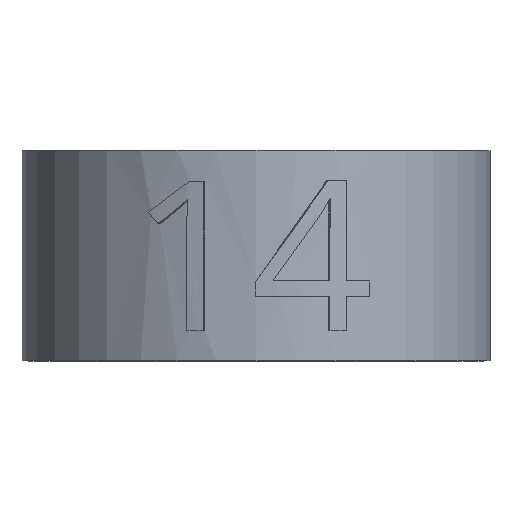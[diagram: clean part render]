
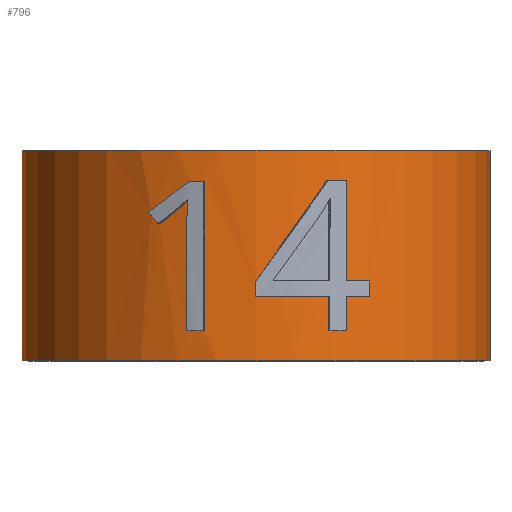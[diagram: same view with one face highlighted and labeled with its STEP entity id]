
A CAD part, top view. The second image highlights one B-rep face of the part: STEP entity #796.
In plain terms, the highlighted cylindrical face has radius 7.8 mm (diameter 15.6 mm), a partial arc.
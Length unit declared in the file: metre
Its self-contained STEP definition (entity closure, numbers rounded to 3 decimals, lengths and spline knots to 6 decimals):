
#49=B_SPLINE_CURVE_WITH_KNOTS('',3,(#1139,#1140,#1141,#1142),
 .UNSPECIFIED.,.F.,.F.,(4,4),(0.,0.000508),.UNSPECIFIED.);
#50=B_SPLINE_CURVE_WITH_KNOTS('',3,(#1145,#1146,#1147,#1148),
 .UNSPECIFIED.,.F.,.F.,(4,4),(0.,0.001738),.UNSPECIFIED.);
#51=B_SPLINE_CURVE_WITH_KNOTS('',3,(#1158,#1159,#1160,#1161),
 .UNSPECIFIED.,.F.,.F.,(4,4),(0.,0.000835),.UNSPECIFIED.);
#52=B_SPLINE_CURVE_WITH_KNOTS('',3,(#1163,#1164,#1165,#1166),
 .UNSPECIFIED.,.F.,.F.,(4,4),(0.,0.000224),.UNSPECIFIED.);
#53=B_SPLINE_CURVE_WITH_KNOTS('',3,(#1168,#1169,#1170,#1171),
 .UNSPECIFIED.,.F.,.F.,(4,4),(0.,0.001088),.UNSPECIFIED.);
#54=B_SPLINE_CURVE_WITH_KNOTS('',3,(#1175,#1176,#1177,#1178),
 .UNSPECIFIED.,.F.,.F.,(4,4),(0.,0.004116),.UNSPECIFIED.);
#80=LINE('',#1134,#135);
#81=LINE('',#1138,#136);
#82=LINE('',#1152,#137);
#83=LINE('',#1156,#138);
#84=LINE('',#1172,#139);
#85=LINE('',#1182,#140);
#86=LINE('',#1186,#141);
#87=LINE('',#1190,#142);
#88=LINE('',#1194,#143);
#135=VECTOR('',#934,1.);
#136=VECTOR('',#937,1.);
#137=VECTOR('',#940,1.);
#138=VECTOR('',#943,1.);
#139=VECTOR('',#944,1.);
#140=VECTOR('',#947,1.);
#141=VECTOR('',#950,1.);
#142=VECTOR('',#953,1.);
#143=VECTOR('',#956,1.);
#190=ORIENTED_EDGE('',*,*,#430,.F.);
#191=ORIENTED_EDGE('',*,*,#431,.F.);
#192=ORIENTED_EDGE('',*,*,#432,.T.);
#193=ORIENTED_EDGE('',*,*,#433,.T.);
#194=ORIENTED_EDGE('',*,*,#434,.T.);
#195=ORIENTED_EDGE('',*,*,#435,.T.);
#196=ORIENTED_EDGE('',*,*,#436,.T.);
#197=ORIENTED_EDGE('',*,*,#437,.T.);
#198=ORIENTED_EDGE('',*,*,#438,.T.);
#199=ORIENTED_EDGE('',*,*,#439,.T.);
#200=ORIENTED_EDGE('',*,*,#440,.T.);
#201=ORIENTED_EDGE('',*,*,#441,.T.);
#202=ORIENTED_EDGE('',*,*,#442,.T.);
#203=ORIENTED_EDGE('',*,*,#443,.T.);
#204=ORIENTED_EDGE('',*,*,#444,.T.);
#205=ORIENTED_EDGE('',*,*,#445,.T.);
#206=ORIENTED_EDGE('',*,*,#446,.T.);
#207=ORIENTED_EDGE('',*,*,#447,.T.);
#208=ORIENTED_EDGE('',*,*,#448,.T.);
#209=ORIENTED_EDGE('',*,*,#449,.T.);
#210=ORIENTED_EDGE('',*,*,#450,.T.);
#211=ORIENTED_EDGE('',*,*,#451,.T.);
#212=ORIENTED_EDGE('',*,*,#452,.T.);
#213=ORIENTED_EDGE('',*,*,#453,.T.);
#430=EDGE_CURVE('',#550,#551,#632,.T.);
#431=EDGE_CURVE('',#552,#550,#80,.T.);
#432=EDGE_CURVE('',#552,#553,#633,.T.);
#433=EDGE_CURVE('',#553,#551,#81,.T.);
#434=EDGE_CURVE('',#554,#555,#49,.F.);
#435=EDGE_CURVE('',#555,#556,#50,.F.);
#436=EDGE_CURVE('',#556,#557,#634,.F.);
#437=EDGE_CURVE('',#557,#558,#82,.T.);
#438=EDGE_CURVE('',#558,#559,#635,.T.);
#439=EDGE_CURVE('',#559,#560,#83,.F.);
#440=EDGE_CURVE('',#560,#561,#51,.F.);
#441=EDGE_CURVE('',#561,#562,#52,.F.);
#442=EDGE_CURVE('',#562,#554,#53,.F.);
#443=EDGE_CURVE('',#563,#564,#84,.F.);
#444=EDGE_CURVE('',#564,#565,#54,.F.);
#445=EDGE_CURVE('',#565,#566,#636,.F.);
#446=EDGE_CURVE('',#566,#567,#85,.T.);
#447=EDGE_CURVE('',#567,#568,#637,.F.);
#448=EDGE_CURVE('',#568,#569,#86,.T.);
#449=EDGE_CURVE('',#569,#570,#638,.T.);
#450=EDGE_CURVE('',#570,#571,#87,.T.);
#451=EDGE_CURVE('',#571,#572,#639,.T.);
#452=EDGE_CURVE('',#572,#573,#88,.F.);
#453=EDGE_CURVE('',#573,#563,#640,.T.);
#550=VERTEX_POINT('',#1132);
#551=VERTEX_POINT('',#1133);
#552=VERTEX_POINT('',#1135);
#553=VERTEX_POINT('',#1137);
#554=VERTEX_POINT('',#1143);
#555=VERTEX_POINT('',#1144);
#556=VERTEX_POINT('',#1149);
#557=VERTEX_POINT('',#1151);
#558=VERTEX_POINT('',#1153);
#559=VERTEX_POINT('',#1155);
#560=VERTEX_POINT('',#1157);
#561=VERTEX_POINT('',#1162);
#562=VERTEX_POINT('',#1167);
#563=VERTEX_POINT('',#1173);
#564=VERTEX_POINT('',#1174);
#565=VERTEX_POINT('',#1179);
#566=VERTEX_POINT('',#1181);
#567=VERTEX_POINT('',#1183);
#568=VERTEX_POINT('',#1185);
#569=VERTEX_POINT('',#1187);
#570=VERTEX_POINT('',#1189);
#571=VERTEX_POINT('',#1191);
#572=VERTEX_POINT('',#1193);
#573=VERTEX_POINT('',#1195);
#632=CIRCLE('',#857,0.0078);
#633=CIRCLE('',#858,0.0078);
#634=CIRCLE('',#859,0.0078);
#635=CIRCLE('',#860,0.0078);
#636=CIRCLE('',#861,0.0078);
#637=CIRCLE('',#862,0.0078);
#638=CIRCLE('',#863,0.0078);
#639=CIRCLE('',#864,0.0078);
#640=CIRCLE('',#865,0.0078);
#666=EDGE_LOOP('',(#190,#191,#192,#193));
#667=EDGE_LOOP('',(#194,#195,#196,#197,#198,#199,#200,#201,#202));
#668=EDGE_LOOP('',(#203,#204,#205,#206,#207,#208,#209,#210,#211,#212,#213));
#726=FACE_BOUND('',#666,.T.);
#727=FACE_BOUND('',#667,.T.);
#728=FACE_BOUND('',#668,.T.);
#786=CYLINDRICAL_SURFACE('',#856,0.0078);
#796=ADVANCED_FACE('',(#726,#727,#728),#786,.T.);
#856=AXIS2_PLACEMENT_3D('',#1130,#930,#931);
#857=AXIS2_PLACEMENT_3D('',#1131,#932,#933);
#858=AXIS2_PLACEMENT_3D('',#1136,#935,#936);
#859=AXIS2_PLACEMENT_3D('',#1150,#938,#939);
#860=AXIS2_PLACEMENT_3D('',#1154,#941,#942);
#861=AXIS2_PLACEMENT_3D('',#1180,#945,#946);
#862=AXIS2_PLACEMENT_3D('',#1184,#948,#949);
#863=AXIS2_PLACEMENT_3D('',#1188,#951,#952);
#864=AXIS2_PLACEMENT_3D('',#1192,#954,#955);
#865=AXIS2_PLACEMENT_3D('',#1196,#957,#958);
#930=DIRECTION('',(0.,-1.,0.));
#931=DIRECTION('',(1.,0.,0.));
#932=DIRECTION('',(0.,-1.,0.));
#933=DIRECTION('',(1.,0.,0.));
#934=DIRECTION('',(0.,-1.,0.));
#935=DIRECTION('',(0.,-1.,0.));
#936=DIRECTION('',(1.,0.,0.));
#937=DIRECTION('',(0.,-1.,0.));
#938=DIRECTION('',(0.,-1.,0.));
#939=DIRECTION('',(1.,0.,0.));
#940=DIRECTION('',(0.,-1.,0.));
#941=DIRECTION('',(0.,-1.,0.));
#942=DIRECTION('',(1.,0.,0.));
#943=DIRECTION('',(0.,-1.,0.));
#944=DIRECTION('',(0.,-1.,0.));
#945=DIRECTION('',(0.,-1.,0.));
#946=DIRECTION('',(1.,0.,0.));
#947=DIRECTION('',(0.,-1.,0.));
#948=DIRECTION('',(0.,-1.,0.));
#949=DIRECTION('',(1.,0.,0.));
#950=DIRECTION('',(0.,-1.,0.));
#951=DIRECTION('',(0.,-1.,0.));
#952=DIRECTION('',(1.,0.,0.));
#953=DIRECTION('',(0.,-1.,0.));
#954=DIRECTION('',(0.,-1.,0.));
#955=DIRECTION('',(1.,0.,0.));
#956=DIRECTION('',(0.,-1.,0.));
#957=DIRECTION('',(0.,-1.,0.));
#958=DIRECTION('',(1.,0.,0.));
#1130=CARTESIAN_POINT('',(-0.01085,-0.102733,0.009771));
#1131=CARTESIAN_POINT('',(-0.01085,-0.109733,0.009771));
#1132=CARTESIAN_POINT('',(-0.005638,-0.109733,0.003969));
#1133=CARTESIAN_POINT('',(-0.016062,-0.109733,0.003969));
#1134=CARTESIAN_POINT('',(-0.005638,-0.102733,0.003969));
#1135=CARTESIAN_POINT('',(-0.005638,-0.102733,0.003969));
#1136=CARTESIAN_POINT('',(-0.01085,-0.102733,0.009771));
#1137=CARTESIAN_POINT('',(-0.016062,-0.102733,0.003969));
#1138=CARTESIAN_POINT('',(-0.016062,-0.102733,0.003969));
#1139=CARTESIAN_POINT('',(-0.014338,-0.10479,0.016748));
#1140=CARTESIAN_POINT('',(-0.014239,-0.104918,0.016798));
#1141=CARTESIAN_POINT('',(-0.014139,-0.105047,0.016845));
#1142=CARTESIAN_POINT('',(-0.01404,-0.105176,0.016889));
#1143=CARTESIAN_POINT('',(-0.01404,-0.105176,0.016889));
#1144=CARTESIAN_POINT('',(-0.014338,-0.10479,0.016748));
#1145=CARTESIAN_POINT('',(-0.013026,-0.103776,0.017262));
#1146=CARTESIAN_POINT('',(-0.013473,-0.104121,0.017132));
#1147=CARTESIAN_POINT('',(-0.013912,-0.104461,0.016961));
#1148=CARTESIAN_POINT('',(-0.014338,-0.10479,0.016748));
#1149=CARTESIAN_POINT('',(-0.013026,-0.103776,0.017262));
#1150=CARTESIAN_POINT('',(-0.01085,-0.103776,0.009771));
#1151=CARTESIAN_POINT('',(-0.012552,-0.103776,0.017383));
#1152=CARTESIAN_POINT('',(-0.012552,-0.108733,0.017383));
#1153=CARTESIAN_POINT('',(-0.012552,-0.108733,0.017383));
#1154=CARTESIAN_POINT('',(-0.01085,-0.108733,0.009771));
#1155=CARTESIAN_POINT('',(-0.013101,-0.108733,0.017239));
#1156=CARTESIAN_POINT('',(-0.013101,-0.1052,0.017239));
#1157=CARTESIAN_POINT('',(-0.013101,-0.1052,0.017239));
#1158=CARTESIAN_POINT('',(-0.013074,-0.104366,0.017248));
#1159=CARTESIAN_POINT('',(-0.013093,-0.104644,0.017242));
#1160=CARTESIAN_POINT('',(-0.013101,-0.104922,0.017239));
#1161=CARTESIAN_POINT('',(-0.013101,-0.1052,0.017239));
#1162=CARTESIAN_POINT('',(-0.013074,-0.104366,0.017248));
#1163=CARTESIAN_POINT('',(-0.013233,-0.104515,0.017198));
#1164=CARTESIAN_POINT('',(-0.013178,-0.104467,0.017216));
#1165=CARTESIAN_POINT('',(-0.013125,-0.104418,0.017232));
#1166=CARTESIAN_POINT('',(-0.013074,-0.104366,0.017248));
#1167=CARTESIAN_POINT('',(-0.013233,-0.104515,0.017198));
#1168=CARTESIAN_POINT('',(-0.01404,-0.105176,0.016889));
#1169=CARTESIAN_POINT('',(-0.013774,-0.10496,0.017009));
#1170=CARTESIAN_POINT('',(-0.013498,-0.104748,0.017113));
#1171=CARTESIAN_POINT('',(-0.013233,-0.104515,0.017198));
#1172=CARTESIAN_POINT('',(-0.01086,-0.107102,0.017571));
#1173=CARTESIAN_POINT('',(-0.01086,-0.107594,0.017571));
#1174=CARTESIAN_POINT('',(-0.01086,-0.107102,0.017571));
#1175=CARTESIAN_POINT('',(-0.008507,-0.103749,0.017211));
#1176=CARTESIAN_POINT('',(-0.009283,-0.104855,0.017456));
#1177=CARTESIAN_POINT('',(-0.010071,-0.105978,0.017572));
#1178=CARTESIAN_POINT('',(-0.01086,-0.107102,0.017571));
#1179=CARTESIAN_POINT('',(-0.008507,-0.103749,0.017211));
#1180=CARTESIAN_POINT('',(-0.01085,-0.103749,0.009771));
#1181=CARTESIAN_POINT('',(-0.00791,-0.103749,0.016996));
#1182=CARTESIAN_POINT('',(-0.00791,-0.107082,0.016996));
#1183=CARTESIAN_POINT('',(-0.00791,-0.107082,0.016996));
#1184=CARTESIAN_POINT('',(-0.01085,-0.107082,0.009771));
#1185=CARTESIAN_POINT('',(-0.007174,-0.107082,0.016651));
#1186=CARTESIAN_POINT('',(-0.007174,-0.107594,0.016651));
#1187=CARTESIAN_POINT('',(-0.007174,-0.107594,0.016651));
#1188=CARTESIAN_POINT('',(-0.01085,-0.107594,0.009771));
#1189=CARTESIAN_POINT('',(-0.00791,-0.107594,0.016996));
#1190=CARTESIAN_POINT('',(-0.00791,-0.108733,0.016996));
#1191=CARTESIAN_POINT('',(-0.00791,-0.108733,0.016996));
#1192=CARTESIAN_POINT('',(-0.01085,-0.108733,0.009771));
#1193=CARTESIAN_POINT('',(-0.008449,-0.108733,0.017193));
#1194=CARTESIAN_POINT('',(-0.008449,-0.107594,0.017193));
#1195=CARTESIAN_POINT('',(-0.008449,-0.107594,0.017193));
#1196=CARTESIAN_POINT('',(-0.01085,-0.107594,0.009771));
